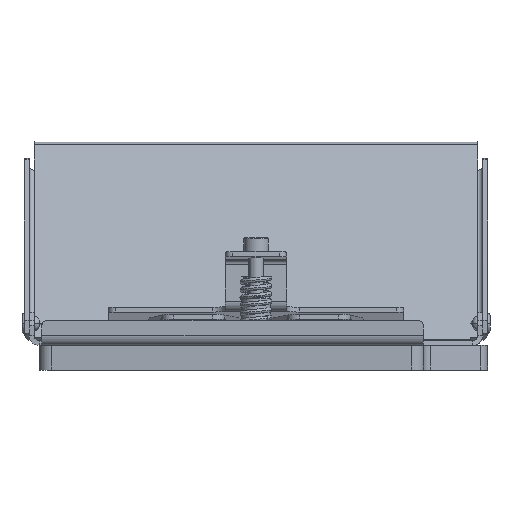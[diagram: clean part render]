
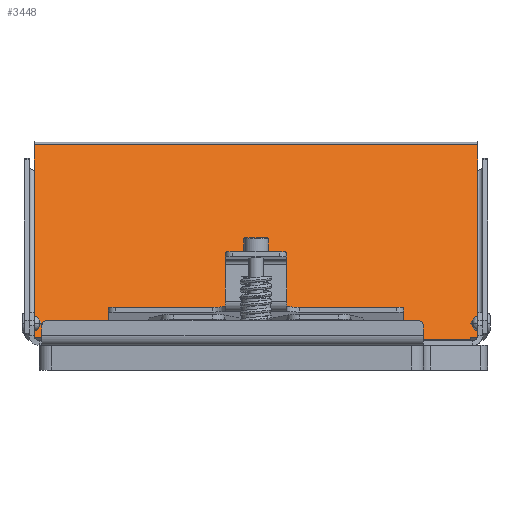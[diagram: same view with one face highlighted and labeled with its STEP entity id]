
A CAD part, front view. The second image highlights one B-rep face of the part: STEP entity #3448.
In plain terms, the highlighted planar face has unit normal (0, -0.707, 0.707).
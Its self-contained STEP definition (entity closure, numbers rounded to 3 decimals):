
#715=DIRECTION('',(-1.,0.,0.));
#716=VECTOR('',#715,174.);
#717=CARTESIAN_POINT('',(87.,-1.739,-161.721));
#718=LINE('',#717,#716);
#775=DIRECTION('',(0.,-0.707,-0.707));
#776=VECTOR('',#775,14.6);
#777=CARTESIAN_POINT('',(90.,77.162,-82.819));
#778=LINE('',#777,#776);
#795=DIRECTION('',(0.,0.707,0.707));
#796=VECTOR('',#795,96.165);
#797=CARTESIAN_POINT('',(90.,-1.16,-161.142));
#798=LINE('',#797,#796);
#947=DIRECTION('',(-1.,0.,0.));
#948=VECTOR('',#947,3.);
#949=CARTESIAN_POINT('',(90.,-1.16,-161.142));
#950=LINE('',#949,#948);
#951=DIRECTION('',(0.,0.707,0.707));
#952=VECTOR('',#951,0.819);
#953=CARTESIAN_POINT('',(87.,-1.739,-161.721));
#954=LINE('',#953,#952);
#955=DIRECTION('',(0.,0.707,0.707));
#956=VECTOR('',#955,0.819);
#957=CARTESIAN_POINT('',(-87.,-1.739,-161.721));
#958=LINE('',#957,#956);
#959=DIRECTION('',(1.,0.,0.));
#960=VECTOR('',#959,3.);
#961=CARTESIAN_POINT('',(-90.,-1.16,-161.142));
#962=LINE('',#961,#960);
#963=DIRECTION('',(-1.,0.,0.));
#964=VECTOR('',#963,180.);
#965=CARTESIAN_POINT('',(90.,77.162,-82.819));
#966=LINE('',#965,#964);
#981=DIRECTION('',(0.,-0.707,-0.707));
#982=VECTOR('',#981,14.6);
#983=CARTESIAN_POINT('',(-90.,77.162,-82.819));
#984=LINE('',#983,#982);
#1006=DIRECTION('',(0.,0.707,0.707));
#1007=VECTOR('',#1006,96.165);
#1008=CARTESIAN_POINT('',(-90.,-1.16,-161.142));
#1009=LINE('',#1008,#1007);
#1780=CARTESIAN_POINT('',(87.,-1.739,-161.721));
#1781=CARTESIAN_POINT('',(87.,-1.16,-161.142));
#1782=VERTEX_POINT('',#1780);
#1783=VERTEX_POINT('',#1781);
#1784=CARTESIAN_POINT('',(-87.,-1.739,-161.721));
#1785=CARTESIAN_POINT('',(-87.,-1.16,-161.142));
#1786=VERTEX_POINT('',#1784);
#1787=VERTEX_POINT('',#1785);
#1796=CARTESIAN_POINT('',(90.,-1.16,-161.142));
#1797=VERTEX_POINT('',#1796);
#1800=CARTESIAN_POINT('',(-90.,-1.16,-161.142));
#1801=VERTEX_POINT('',#1800);
#1822=CARTESIAN_POINT('',(-90.,66.839,-93.143));
#1823=VERTEX_POINT('',#1822);
#1878=CARTESIAN_POINT('',(90.,66.839,-93.143));
#1879=VERTEX_POINT('',#1878);
#2020=CARTESIAN_POINT('',(-90.,77.162,-82.819));
#2022=VERTEX_POINT('',#2020);
#2024=CARTESIAN_POINT('',(90.,77.162,-82.819));
#2026=VERTEX_POINT('',#2024);
#3427=CARTESIAN_POINT('',(90.,83.102,-76.88));
#3428=DIRECTION('',(0.,-0.707,0.707));
#3429=DIRECTION('',(0.,-0.707,-0.707));
#3430=AXIS2_PLACEMENT_3D('',#3427,#3428,#3429);
#3431=PLANE('',#3430);
#3433=ORIENTED_EDGE('',*,*,#3432,.F.);
#3434=ORIENTED_EDGE('',*,*,#3184,.T.);
#3435=ORIENTED_EDGE('',*,*,#3213,.F.);
#3436=ORIENTED_EDGE('',*,*,#3419,.T.);
#3437=ORIENTED_EDGE('',*,*,#3058,.F.);
#3438=ORIENTED_EDGE('',*,*,#3081,.T.);
#3439=ORIENTED_EDGE('',*,*,#3097,.T.);
#3441=ORIENTED_EDGE('',*,*,#3440,.F.);
#3443=ORIENTED_EDGE('',*,*,#3442,.T.);
#3445=ORIENTED_EDGE('',*,*,#3444,.F.);
#3446=EDGE_LOOP('',(#3433,#3434,#3435,#3436,#3437,#3438,#3439,#3441,#3443,
#3445));
#3447=FACE_OUTER_BOUND('',#3446,.F.);
#3448=ADVANCED_FACE('',(#3447),#3431,.T.);
#3058=EDGE_CURVE('',#1782,#1783,#954,.T.);
#3081=EDGE_CURVE('',#1782,#1786,#718,.T.);
#3097=EDGE_CURVE('',#1786,#1787,#958,.T.);
#3184=EDGE_CURVE('',#2026,#1879,#778,.T.);
#3213=EDGE_CURVE('',#1797,#1879,#798,.T.);
#3419=EDGE_CURVE('',#1797,#1783,#950,.T.);
#3432=EDGE_CURVE('',#2026,#2022,#966,.T.);
#3440=EDGE_CURVE('',#1801,#1787,#962,.T.);
#3442=EDGE_CURVE('',#1801,#1823,#1009,.T.);
#3444=EDGE_CURVE('',#2022,#1823,#984,.T.);
